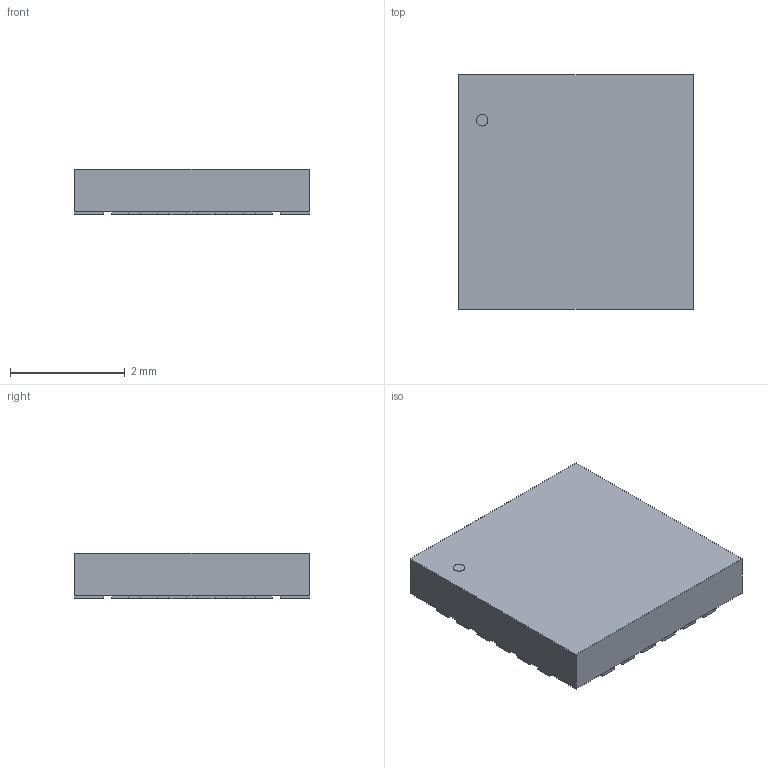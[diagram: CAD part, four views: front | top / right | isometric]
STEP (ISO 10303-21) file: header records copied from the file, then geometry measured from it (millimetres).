
FILE_DESCRIPTION(('STEP AP214'),'1');
FILE_NAME('CP_24_7','2019-04-25T11:36:34',(''),(''),'','','');
FILE_SCHEMA(('AUTOMOTIVE_DESIGN'));
Length unit declared in the file: millimetre
Products named in the file (1): product
Bounding box: 4.09 x 4.09 x 0.79 mm (x, y, z)
Volume: 0 mm3; surface area: 69.5 mm2
Topology: 1 solids, 157 shells, 159 faces, 627 edges, 626 vertices
Faces by surface type: plane 158, cylinder 1
Full cylindrical faces by diameter (mm): 0.204 x1
Entity records: 7132 total; most frequent: CARTESIAN_POINT 1413, VERTEX_POINT 1250, DIRECTION 950, ORIENTED_EDGE 628, EDGE_CURVE 626, LINE 624, VECTOR 624, AXIS2_PLACEMENT_3D 163
